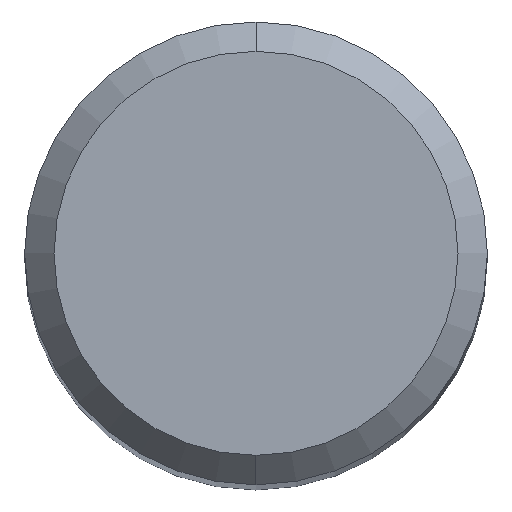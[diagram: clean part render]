
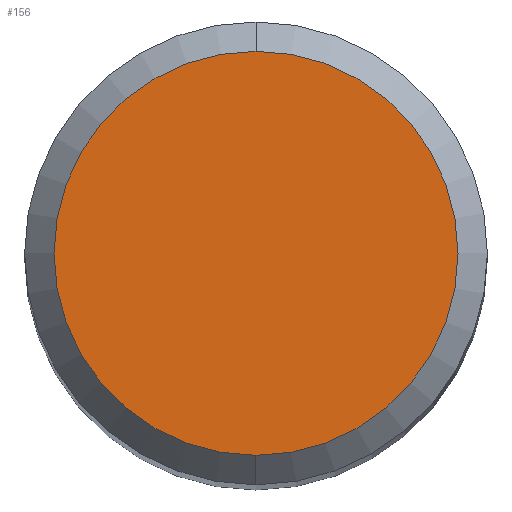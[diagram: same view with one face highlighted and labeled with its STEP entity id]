
A CAD part, top view. The second image highlights one B-rep face of the part: STEP entity #156.
In plain terms, the highlighted planar face has unit normal (0, 0, 1).
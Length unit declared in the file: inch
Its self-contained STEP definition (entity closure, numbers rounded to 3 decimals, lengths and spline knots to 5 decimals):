
#55 = ORIENTED_EDGE ( 'NONE', *, *, #454, .T. ) ;
#62 = DIRECTION ( 'NONE',  ( 0., 0., 1. ) ) ;
#64 = VERTEX_POINT ( 'NONE', #413 ) ;
#79 = PLANE ( 'NONE',  #310 ) ;
#107 = DIRECTION ( 'NONE',  ( 0., 0., 1. ) ) ;
#141 = CIRCLE ( 'NONE', #432, 0.1031 ) ;
#156 = ADVANCED_FACE ( 'NONE', ( #320 ), #79, .F. ) ;
#173 = ORIENTED_EDGE ( 'NONE', *, *, #298, .T. ) ;
#178 = VERTEX_POINT ( 'NONE', #324 ) ;
#202 = DIRECTION ( 'NONE',  ( 0., 1., 0. ) ) ;
#225 = EDGE_LOOP ( 'NONE', ( #55, #173 ) ) ;
#246 = AXIS2_PLACEMENT_3D ( 'NONE', #416, #62, #488 ) ;
#298 = EDGE_CURVE ( 'NONE', #64, #178, #318, .T. ) ;
#310 = AXIS2_PLACEMENT_3D ( 'NONE', #437, #365, #202 ) ;
#318 = CIRCLE ( 'NONE', #246, 0.1031 ) ;
#320 = FACE_OUTER_BOUND ( 'NONE', #225, .T. ) ;
#324 = CARTESIAN_POINT ( 'NONE',  ( 0., 0.1031, 0. ) ) ;
#365 = DIRECTION ( 'NONE',  ( 0., 0., -1. ) ) ;
#413 = CARTESIAN_POINT ( 'NONE',  ( 0., -0.1031, 0. ) ) ;
#416 = CARTESIAN_POINT ( 'NONE',  ( 0., 0., 0. ) ) ;
#432 = AXIS2_PLACEMENT_3D ( 'NONE', #469, #107, #512 ) ;
#437 = CARTESIAN_POINT ( 'NONE',  ( 0., 0.1031, 0. ) ) ;
#454 = EDGE_CURVE ( 'NONE', #178, #64, #141, .T. ) ;
#469 = CARTESIAN_POINT ( 'NONE',  ( 0., 0., 0. ) ) ;
#488 = DIRECTION ( 'NONE',  ( 0., -1., 0. ) ) ;
#512 = DIRECTION ( 'NONE',  ( 0., -1., 0. ) ) ;
